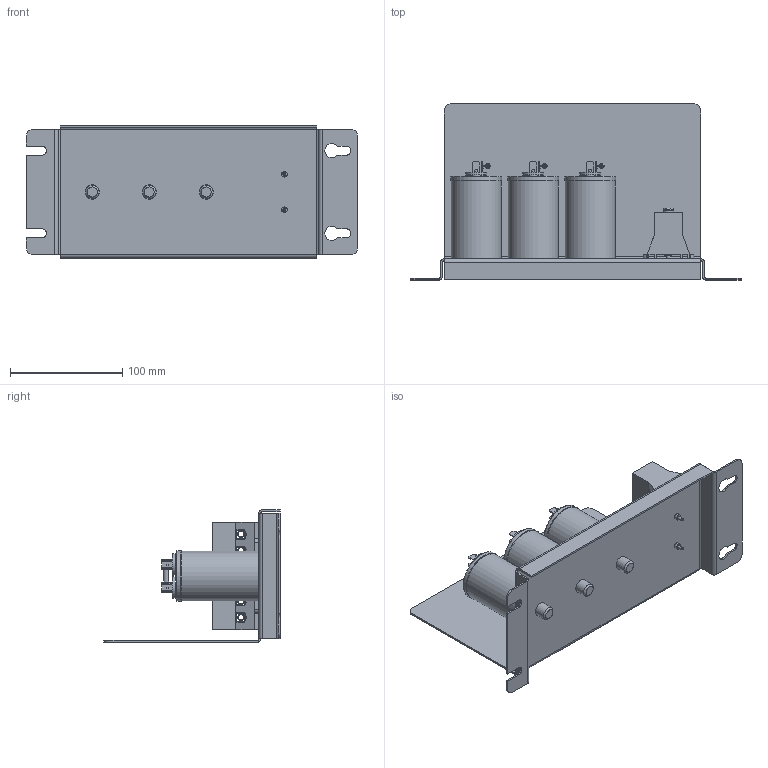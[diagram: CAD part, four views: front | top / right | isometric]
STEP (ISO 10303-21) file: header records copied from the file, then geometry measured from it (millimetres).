
FILE_DESCRIPTION(/* description */ (''),/* implementation_level */ '2;1');
FILE_NAME(/* name */ '107158.stp',/* time_stamp */ '2020-03-27T14:32:48-05:00',/* author */ ('jnelson'),/* organization */ (''),/* preprocessor_version */ 'ST-DEVELOPER v17',/* originating_system */ 'Autodesk Inventor 2019',/* authorisation */ '');
FILE_SCHEMA (('AUTOMOTIVE_DESIGN { 1 0 10303 214 3 1 1 }'));
Length unit declared in the file: inch
Products named in the file (5): 107158; 30699; 29340; 19324; 14295
Assembly tree (7 placements, depth 2):
  107158
    30699
    29340  x3
    19324
    14295  x2
Bounding box: 295.38 x 157.14 x 118.21 mm (x, y, z)
Volume: 533402.2 mm3; surface area: 243081 mm2
Topology: 23 solids, 23 shells, 961 faces, 2442 edges, 1598 vertices
Faces by surface type: plane 681, cylinder 248, torus 21, bspline 8, cone 3
Full cylindrical faces by diameter (mm): 0.762 x12, 1.211 x3, 1.22 x6, 1.861 x6, 2.642 x16, 2.794 x3, 3.962 x5, 4.47 x3, 4.898 x5, 5.08 x14, 5.083 x1, 6.124 x5, 6.35 x3, 6.375 x12, 6.379 x1, 7.341 x5, 9.652 x8, 11.989 x3, 12.7 x3, 15.771 x3, 15.827 x3, 19.05 x6, 44.45 x6, 45.212 x3
Entity records: 22330 total; most frequent: CARTESIAN_POINT 3964, DIRECTION 3765, ORIENTED_EDGE 3654, EDGE_CURVE 1827, LINE 1297, VECTOR 1297, AXIS2_PLACEMENT_3D 1234, VERTEX_POINT 1192
